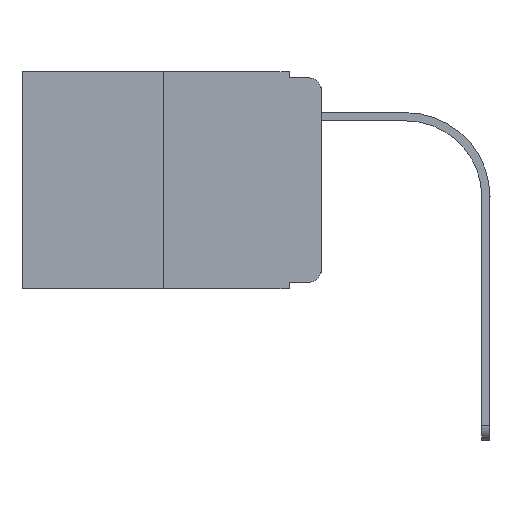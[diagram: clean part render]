
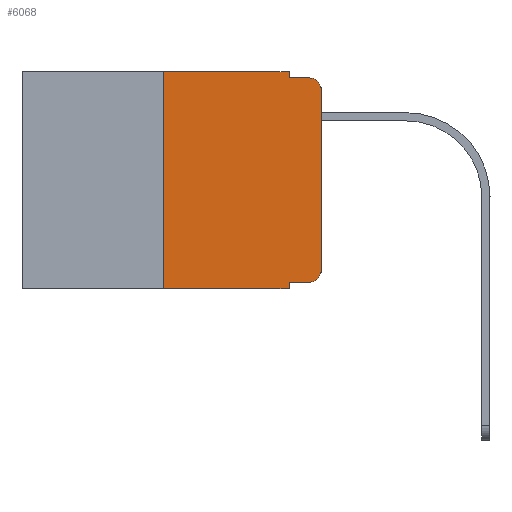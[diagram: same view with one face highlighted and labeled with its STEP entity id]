
A CAD part, left-side view. The second image highlights one B-rep face of the part: STEP entity #6068.
In plain terms, the highlighted planar face has unit normal (-1, 0, 0).
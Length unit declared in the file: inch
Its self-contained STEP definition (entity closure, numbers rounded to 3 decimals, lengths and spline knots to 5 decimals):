
#139 = LINE ( 'NONE', #8203, #19390 ) ;
#154 = VERTEX_POINT ( 'NONE', #7225 ) ;
#264 = VECTOR ( 'NONE', #19472, 39.37008 ) ;
#687 = AXIS2_PLACEMENT_3D ( 'NONE', #10140, #1502, #14122 ) ;
#1065 = VERTEX_POINT ( 'NONE', #2313 ) ;
#1502 = DIRECTION ( 'NONE',  ( 1., 0., 0. ) ) ;
#2217 = EDGE_CURVE ( 'NONE', #17798, #18863, #14001, .T. ) ;
#2253 = CIRCLE ( 'NONE', #14163, 0.02 ) ;
#2313 = CARTESIAN_POINT ( 'NONE',  ( 0., 0., -0.03 ) ) ;
#2624 = EDGE_CURVE ( 'NONE', #17798, #9648, #6004, .T. ) ;
#3291 = ORIENTED_EDGE ( 'NONE', *, *, #9799, .F. ) ;
#3687 = EDGE_CURVE ( 'NONE', #13075, #6247, #7166, .T. ) ;
#3719 = VECTOR ( 'NONE', #18956, 39.37008 ) ;
#3924 = ORIENTED_EDGE ( 'NONE', *, *, #12361, .F. ) ;
#4061 = CARTESIAN_POINT ( 'NONE',  ( 0., 0.051, -0.333 ) ) ;
#4221 = LINE ( 'NONE', #7232, #15900 ) ;
#4248 = CARTESIAN_POINT ( 'NONE',  ( 0., 0.02, -0.313 ) ) ;
#4550 = CARTESIAN_POINT ( 'NONE',  ( 0., 0., -0.313 ) ) ;
#5097 = VERTEX_POINT ( 'NONE', #4550 ) ;
#5218 = LINE ( 'NONE', #16281, #264 ) ;
#5705 = VECTOR ( 'NONE', #5923, 39.37008 ) ;
#5923 = DIRECTION ( 'NONE',  ( 0., 0., 1. ) ) ;
#5936 = VECTOR ( 'NONE', #10362, 39.37008 ) ;
#6003 = ORIENTED_EDGE ( 'NONE', *, *, #6660, .F. ) ;
#6004 = LINE ( 'NONE', #13672, #8355 ) ;
#6068 = ADVANCED_FACE ( 'NONE', ( #20404 ), #6638, .F. ) ;
#6238 = EDGE_CURVE ( 'NONE', #6247, #5097, #13909, .T. ) ;
#6247 = VERTEX_POINT ( 'NONE', #15101 ) ;
#6638 = PLANE ( 'NONE',  #687 ) ;
#6660 = EDGE_CURVE ( 'NONE', #13075, #9648, #4221, .T. ) ;
#6915 = EDGE_CURVE ( 'NONE', #5097, #1065, #17629, .T. ) ;
#7166 = LINE ( 'NONE', #4061, #5936 ) ;
#7225 = CARTESIAN_POINT ( 'NONE',  ( 0., 0.02, -0.01 ) ) ;
#7232 = CARTESIAN_POINT ( 'NONE',  ( 0., 0.051, 0. ) ) ;
#7297 = CARTESIAN_POINT ( 'NONE',  ( 0., 0.051, -0.01 ) ) ;
#7372 = ORIENTED_EDGE ( 'NONE', *, *, #6238, .T. ) ;
#7461 = DIRECTION ( 'NONE',  ( -1., 0., 0. ) ) ;
#7698 = DIRECTION ( 'NONE',  ( -1., 0., 0. ) ) ;
#8100 = DIRECTION ( 'NONE',  ( 0., 0., -1. ) ) ;
#8203 = CARTESIAN_POINT ( 'NONE',  ( 0., 0.473, 0. ) ) ;
#8355 = VECTOR ( 'NONE', #19942, 39.37008 ) ;
#8858 = CARTESIAN_POINT ( 'NONE',  ( 0., 0.051, -0.343 ) ) ;
#9648 = VERTEX_POINT ( 'NONE', #8858 ) ;
#9799 = EDGE_CURVE ( 'NONE', #13796, #154, #12465, .T. ) ;
#9882 = ORIENTED_EDGE ( 'NONE', *, *, #12659, .T. ) ;
#10140 = CARTESIAN_POINT ( 'NONE',  ( 0., 0.473, 0. ) ) ;
#10362 = DIRECTION ( 'NONE',  ( 0., -1., 0. ) ) ;
#10417 = VERTEX_POINT ( 'NONE', #19433 ) ;
#10436 = DIRECTION ( 'NONE',  ( 0., 0., -1. ) ) ;
#10449 = CARTESIAN_POINT ( 'NONE',  ( 0., 0.25, 0. ) ) ;
#10683 = ORIENTED_EDGE ( 'NONE', *, *, #2217, .F. ) ;
#10882 = CARTESIAN_POINT ( 'NONE',  ( 0., 0.25, 0. ) ) ;
#11367 = CARTESIAN_POINT ( 'NONE',  ( 0., 0.25, -0.343 ) ) ;
#12361 = EDGE_CURVE ( 'NONE', #10417, #13796, #5218, .T. ) ;
#12465 = LINE ( 'NONE', #18758, #3719 ) ;
#12659 = EDGE_CURVE ( 'NONE', #1065, #154, #2253, .T. ) ;
#12734 = EDGE_CURVE ( 'NONE', #18863, #10417, #139, .T. ) ;
#13075 = VERTEX_POINT ( 'NONE', #17470 ) ;
#13095 = CARTESIAN_POINT ( 'NONE',  ( 0., 0., 0. ) ) ;
#13672 = CARTESIAN_POINT ( 'NONE',  ( 0., 0.473, -0.343 ) ) ;
#13796 = VERTEX_POINT ( 'NONE', #7297 ) ;
#13909 = CIRCLE ( 'NONE', #18500, 0.02 ) ;
#14001 = LINE ( 'NONE', #10882, #5705 ) ;
#14122 = DIRECTION ( 'NONE',  ( 0., 0., -1. ) ) ;
#14163 = AXIS2_PLACEMENT_3D ( 'NONE', #15964, #7698, #8100 ) ;
#14877 = VECTOR ( 'NONE', #17438, 39.37008 ) ;
#14990 = DIRECTION ( 'NONE',  ( 0., 0., -1. ) ) ;
#15101 = CARTESIAN_POINT ( 'NONE',  ( 0., 0.02, -0.333 ) ) ;
#15745 = ORIENTED_EDGE ( 'NONE', *, *, #12734, .F. ) ;
#15900 = VECTOR ( 'NONE', #14990, 39.37008 ) ;
#15964 = CARTESIAN_POINT ( 'NONE',  ( 0., 0.02, -0.03 ) ) ;
#16281 = CARTESIAN_POINT ( 'NONE',  ( 0., 0.051, 0. ) ) ;
#16685 = ORIENTED_EDGE ( 'NONE', *, *, #3687, .T. ) ;
#16786 = EDGE_LOOP ( 'NONE', ( #18018, #9882, #3291, #3924, #15745, #10683, #18932, #6003, #16685, #7372 ) ) ;
#17438 = DIRECTION ( 'NONE',  ( 0., 0., 1. ) ) ;
#17470 = CARTESIAN_POINT ( 'NONE',  ( 0., 0.051, -0.333 ) ) ;
#17629 = LINE ( 'NONE', #13095, #14877 ) ;
#17798 = VERTEX_POINT ( 'NONE', #11367 ) ;
#18018 = ORIENTED_EDGE ( 'NONE', *, *, #6915, .T. ) ;
#18500 = AXIS2_PLACEMENT_3D ( 'NONE', #4248, #7461, #10436 ) ;
#18758 = CARTESIAN_POINT ( 'NONE',  ( 0., 0.051, -0.01 ) ) ;
#18863 = VERTEX_POINT ( 'NONE', #10449 ) ;
#18932 = ORIENTED_EDGE ( 'NONE', *, *, #2624, .T. ) ;
#18956 = DIRECTION ( 'NONE',  ( 0., -1., 0. ) ) ;
#19390 = VECTOR ( 'NONE', #19441, 39.37008 ) ;
#19433 = CARTESIAN_POINT ( 'NONE',  ( 0., 0.051, 0. ) ) ;
#19441 = DIRECTION ( 'NONE',  ( 0., -1., 0. ) ) ;
#19472 = DIRECTION ( 'NONE',  ( 0., 0., -1. ) ) ;
#19942 = DIRECTION ( 'NONE',  ( 0., -1., 0. ) ) ;
#20404 = FACE_OUTER_BOUND ( 'NONE', #16786, .T. ) ;
